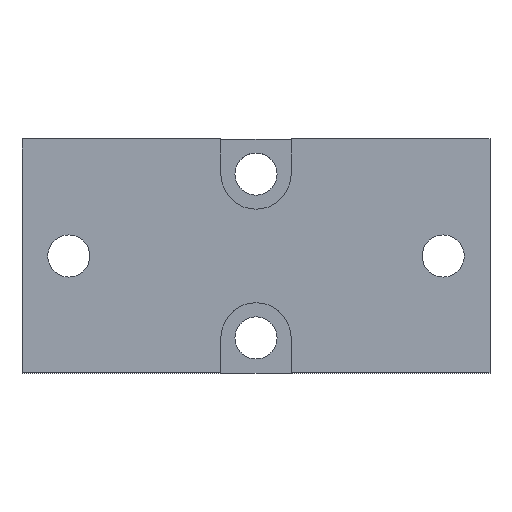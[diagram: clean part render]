
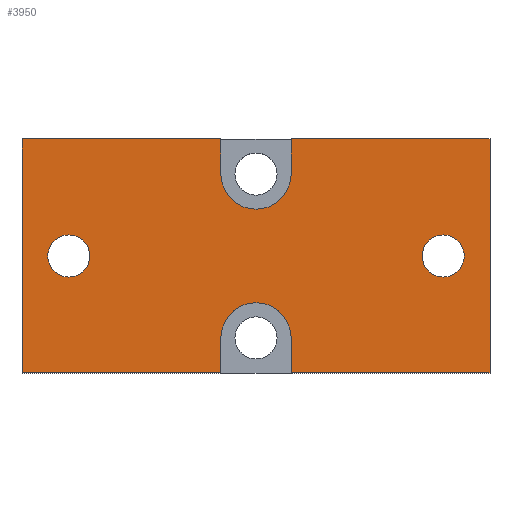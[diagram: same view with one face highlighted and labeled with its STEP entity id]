
A CAD part, top view. The second image highlights one B-rep face of the part: STEP entity #3950.
In plain terms, the highlighted planar face has unit normal (0, 0, 1).
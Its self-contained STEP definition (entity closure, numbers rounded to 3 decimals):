
#960=CARTESIAN_POINT('',(35.5,17.5,10.));
#970=VERTEX_POINT('',#960);
#1000=CARTESIAN_POINT('',(40.,17.5,10.));
#1010=DIRECTION('',(0.,0.,-1.));
#1020=DIRECTION('',(1.,0.,0.));
#1030=AXIS2_PLACEMENT_3D('',#1000,#1010,#1020);
#1040=CIRCLE('',#1030,4.5);
#1050=CARTESIAN_POINT('',(44.5,17.5,10.));
#1060=VERTEX_POINT('',#1050);
#1070=EDGE_CURVE('',#970,#1060,#1040,.T.);
#1380=CARTESIAN_POINT('',(-35.5,17.5,10.));
#1390=VERTEX_POINT('',#1380);
#1420=CARTESIAN_POINT('',(-40.,17.5,10.));
#1430=DIRECTION('',(0.,0.,-1.));
#1440=DIRECTION('',(1.,0.,0.));
#1450=AXIS2_PLACEMENT_3D('',#1420,#1430,#1440);
#1460=CIRCLE('',#1450,4.5);
#1470=CARTESIAN_POINT('',(-44.5,17.5,10.));
#1480=VERTEX_POINT('',#1470);
#1490=EDGE_CURVE('',#1390,#1480,#1460,.T.);
#1740=CARTESIAN_POINT('',(-7.5,0.,10.));
#1750=DIRECTION('',(0.,1.,0.));
#1760=VECTOR('',#1750,1.);
#1770=LINE('',#1740,#1760);
#1780=CARTESIAN_POINT('',(-7.5,35.,10.));
#1790=VERTEX_POINT('',#1780);
#1800=CARTESIAN_POINT('',(-7.5,42.5,10.));
#1810=VERTEX_POINT('',#1800);
#1820=EDGE_CURVE('',#1790,#1810,#1770,.T.);
#2140=CARTESIAN_POINT('',(7.5,0.,10.));
#2150=DIRECTION('',(0.,-1.,0.));
#2160=VECTOR('',#2150,1.);
#2170=LINE('',#2140,#2160);
#2180=CARTESIAN_POINT('',(7.5,42.5,10.));
#2190=VERTEX_POINT('',#2180);
#2200=CARTESIAN_POINT('',(7.5,35.,10.));
#2210=VERTEX_POINT('',#2200);
#2220=EDGE_CURVE('',#2190,#2210,#2170,.T.);
#2630=CARTESIAN_POINT('',(0.,35.,10.));
#2640=DIRECTION('',(0.,0.,-1.));
#2650=DIRECTION('',(1.,0.,0.));
#2660=AXIS2_PLACEMENT_3D('',#2630,#2640,#2650);
#2670=CIRCLE('',#2660,7.5);
#2680=EDGE_CURVE('',#2210,#1790,#2670,.T.);
#2820=CARTESIAN_POINT('',(50.,-7.5,10.));
#2830=VERTEX_POINT('',#2820);
#2880=CARTESIAN_POINT('',(50.,0.,10.));
#2890=DIRECTION('',(0.,1.,0.));
#2900=VECTOR('',#2890,1.);
#2910=LINE('',#2880,#2900);
#2920=CARTESIAN_POINT('',(50.,42.5,10.));
#2930=VERTEX_POINT('',#2920);
#2940=EDGE_CURVE('',#2830,#2930,#2910,.T.);
#3130=CARTESIAN_POINT('',(-50.5,-8.,10.));
#3140=DIRECTION('',(0.,0.,1.));
#3150=DIRECTION('',(1.,0.,0.));
#3160=AXIS2_PLACEMENT_3D('',#3130,#3140,#3150);
#3170=PLANE('',#3160);
#3180=CARTESIAN_POINT('',(0.,42.5,10.));
#3190=DIRECTION('',(-1.,0.,0.));
#3200=VECTOR('',#3190,1.);
#3210=LINE('',#3180,#3200);
#3220=EDGE_CURVE('',#2930,#2190,#3210,.T.);
#3230=ORIENTED_EDGE('',*,*,#3220,.T.);
#3240=ORIENTED_EDGE('',*,*,#2940,.T.);
#3250=CARTESIAN_POINT('',(0.,-7.5,10.));
#3260=DIRECTION('',(1.,0.,0.));
#3270=VECTOR('',#3260,1.);
#3280=LINE('',#3250,#3270);
#3290=CARTESIAN_POINT('',(7.5,-7.5,10.));
#3300=VERTEX_POINT('',#3290);
#3310=EDGE_CURVE('',#3300,#2830,#3280,.T.);
#3320=ORIENTED_EDGE('',*,*,#3310,.T.);
#3330=CARTESIAN_POINT('',(7.5,0.,10.));
#3340=DIRECTION('',(0.,-1.,0.));
#3350=VECTOR('',#3340,1.);
#3360=LINE('',#3330,#3350);
#3370=CARTESIAN_POINT('',(7.5,0.,10.));
#3380=VERTEX_POINT('',#3370);
#3390=EDGE_CURVE('',#3380,#3300,#3360,.T.);
#3400=ORIENTED_EDGE('',*,*,#3390,.T.);
#3410=CARTESIAN_POINT('',(0.,0.,10.));
#3420=DIRECTION('',(0.,0.,-1.));
#3430=DIRECTION('',(1.,0.,0.));
#3440=AXIS2_PLACEMENT_3D('',#3410,#3420,#3430);
#3450=CIRCLE('',#3440,7.5);
#3460=CARTESIAN_POINT('',(-7.5,0.,10.));
#3470=VERTEX_POINT('',#3460);
#3480=EDGE_CURVE('',#3470,#3380,#3450,.T.);
#3490=ORIENTED_EDGE('',*,*,#3480,.T.);
#3500=CARTESIAN_POINT('',(-7.5,0.,10.));
#3510=DIRECTION('',(0.,1.,0.));
#3520=VECTOR('',#3510,1.);
#3530=LINE('',#3500,#3520);
#3540=CARTESIAN_POINT('',(-7.5,-7.5,10.));
#3550=VERTEX_POINT('',#3540);
#3560=EDGE_CURVE('',#3550,#3470,#3530,.T.);
#3570=ORIENTED_EDGE('',*,*,#3560,.T.);
#3580=CARTESIAN_POINT('',(0.,-7.5,10.));
#3590=DIRECTION('',(1.,0.,0.));
#3600=VECTOR('',#3590,1.);
#3610=LINE('',#3580,#3600);
#3620=CARTESIAN_POINT('',(-50.,-7.5,10.));
#3630=VERTEX_POINT('',#3620);
#3640=EDGE_CURVE('',#3630,#3550,#3610,.T.);
#3650=ORIENTED_EDGE('',*,*,#3640,.T.);
#3660=CARTESIAN_POINT('',(-50.,0.,10.));
#3670=DIRECTION('',(0.,-1.,0.));
#3680=VECTOR('',#3670,1.);
#3690=LINE('',#3660,#3680);
#3700=CARTESIAN_POINT('',(-50.,42.5,10.));
#3710=VERTEX_POINT('',#3700);
#3720=EDGE_CURVE('',#3710,#3630,#3690,.T.);
#3730=ORIENTED_EDGE('',*,*,#3720,.T.);
#3740=CARTESIAN_POINT('',(0.,42.5,10.));
#3750=DIRECTION('',(-1.,0.,0.));
#3760=VECTOR('',#3750,1.);
#3770=LINE('',#3740,#3760);
#3780=EDGE_CURVE('',#1810,#3710,#3770,.T.);
#3790=ORIENTED_EDGE('',*,*,#3780,.T.);
#3800=ORIENTED_EDGE('',*,*,#1820,.T.);
#3810=ORIENTED_EDGE('',*,*,#2680,.T.);
#3820=ORIENTED_EDGE('',*,*,#2220,.T.);
#3830=EDGE_LOOP('',(#3820,#3810,#3800,#3790,#3730,#3650,#3570,#3490,
#3400,#3320,#3240,#3230));
#3840=FACE_OUTER_BOUND('',#3830,.T.);
#3850=ORIENTED_EDGE('',*,*,#1070,.T.);
#3860=EDGE_CURVE('',#1060,#970,#1040,.T.);
#3870=ORIENTED_EDGE('',*,*,#3860,.T.);
#3880=EDGE_LOOP('',(#3870,#3850));
#3890=FACE_BOUND('',#3880,.T.);
#3900=ORIENTED_EDGE('',*,*,#1490,.T.);
#3910=EDGE_CURVE('',#1480,#1390,#1460,.T.);
#3920=ORIENTED_EDGE('',*,*,#3910,.T.);
#3930=EDGE_LOOP('',(#3920,#3900));
#3940=FACE_BOUND('',#3930,.T.);
#3950=ADVANCED_FACE('',(#3840,#3890,#3940),#3170,.T.);
